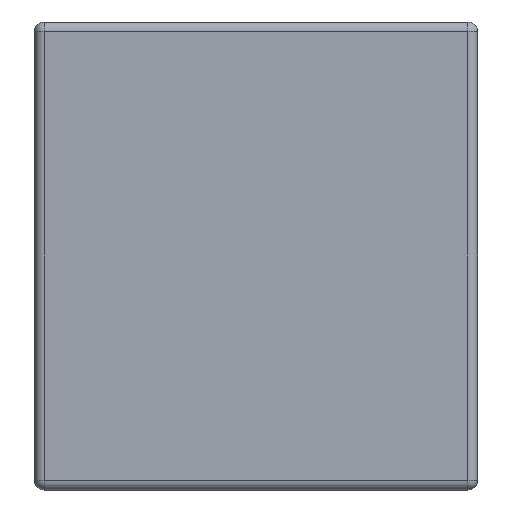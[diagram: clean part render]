
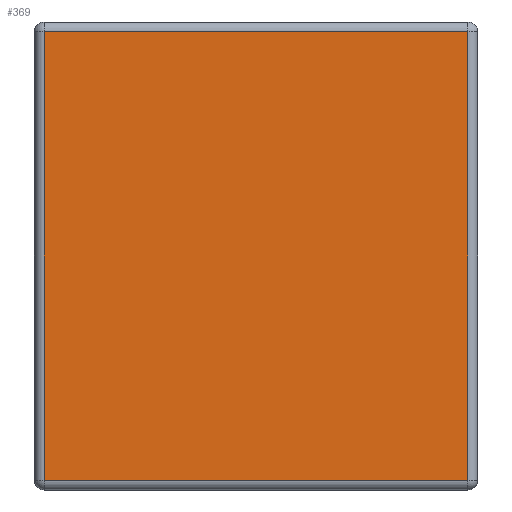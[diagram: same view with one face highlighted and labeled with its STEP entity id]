
A CAD part, left-side view. The second image highlights one B-rep face of the part: STEP entity #369.
In plain terms, the highlighted planar face has unit normal (-1, 0, 0).
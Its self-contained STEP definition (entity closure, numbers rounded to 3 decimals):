
#192 = VERTEX_POINT ( 'NONE', #2971 ) ;
#318 = AXIS2_PLACEMENT_3D ( 'NONE', #3054, #3823, #4157 ) ;
#369 = ADVANCED_FACE ( 'NONE', ( #3296 ), #2278, .T. ) ;
#388 = EDGE_LOOP ( 'NONE', ( #3031, #992, #434, #4418 ) ) ;
#425 = DIRECTION ( 'NONE',  ( 0., 1., 0. ) ) ;
#434 = ORIENTED_EDGE ( 'NONE', *, *, #4542, .T. ) ;
#860 = DIRECTION ( 'NONE',  ( 0., -1., 0. ) ) ;
#992 = ORIENTED_EDGE ( 'NONE', *, *, #4137, .T. ) ;
#1028 = VERTEX_POINT ( 'NONE', #2052 ) ;
#1036 = LINE ( 'NONE', #3111, #2250 ) ;
#1106 = CARTESIAN_POINT ( 'NONE',  ( 0., 0.88, -0.95 ) ) ;
#1309 = CARTESIAN_POINT ( 'NONE',  ( 0., 0.02, -0.93 ) ) ;
#1389 = CARTESIAN_POINT ( 'NONE',  ( 0., 0.02, 0. ) ) ;
#2052 = CARTESIAN_POINT ( 'NONE',  ( 0., 0.88, -0.02 ) ) ;
#2154 = DIRECTION ( 'NONE',  ( 0., 0., 1. ) ) ;
#2164 = VECTOR ( 'NONE', #425, 1000. ) ;
#2219 = DIRECTION ( 'NONE',  ( 0., 0., -1. ) ) ;
#2250 = VECTOR ( 'NONE', #860, 1000. ) ;
#2278 = PLANE ( 'NONE',  #318 ) ;
#2433 = VECTOR ( 'NONE', #2219, 1000. ) ;
#2538 = LINE ( 'NONE', #1389, #3409 ) ;
#2971 = CARTESIAN_POINT ( 'NONE',  ( 0., 0.02, -0.02 ) ) ;
#3031 = ORIENTED_EDGE ( 'NONE', *, *, #3632, .T. ) ;
#3054 = CARTESIAN_POINT ( 'NONE',  ( 0., 0., 0. ) ) ;
#3111 = CARTESIAN_POINT ( 'NONE',  ( 0., 0., -0.93 ) ) ;
#3296 = FACE_OUTER_BOUND ( 'NONE', #388, .T. ) ;
#3409 = VECTOR ( 'NONE', #2154, 1000. ) ;
#3497 = EDGE_CURVE ( 'NONE', #1028, #3729, #3608, .T. ) ;
#3608 = LINE ( 'NONE', #1106, #2433 ) ;
#3632 = EDGE_CURVE ( 'NONE', #3729, #3679, #1036, .T. ) ;
#3679 = VERTEX_POINT ( 'NONE', #1309 ) ;
#3729 = VERTEX_POINT ( 'NONE', #4653 ) ;
#3823 = DIRECTION ( 'NONE',  ( -1., 0., 0. ) ) ;
#4137 = EDGE_CURVE ( 'NONE', #3679, #192, #2538, .T. ) ;
#4157 = DIRECTION ( 'NONE',  ( 0., 0., 1. ) ) ;
#4418 = ORIENTED_EDGE ( 'NONE', *, *, #3497, .T. ) ;
#4452 = CARTESIAN_POINT ( 'NONE',  ( 0., 0.9, -0.02 ) ) ;
#4479 = LINE ( 'NONE', #4452, #2164 ) ;
#4542 = EDGE_CURVE ( 'NONE', #192, #1028, #4479, .T. ) ;
#4653 = CARTESIAN_POINT ( 'NONE',  ( 0., 0.88, -0.93 ) ) ;
